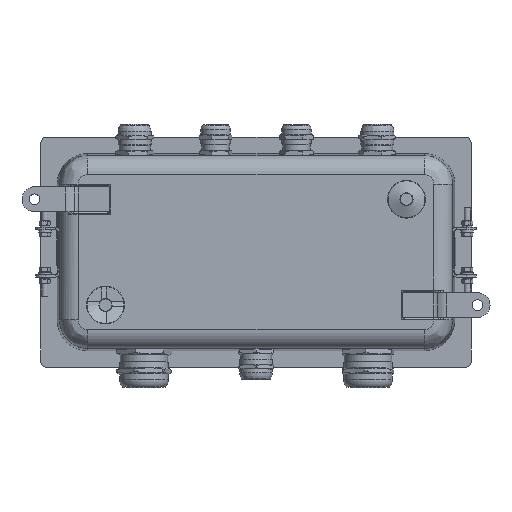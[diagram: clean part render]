
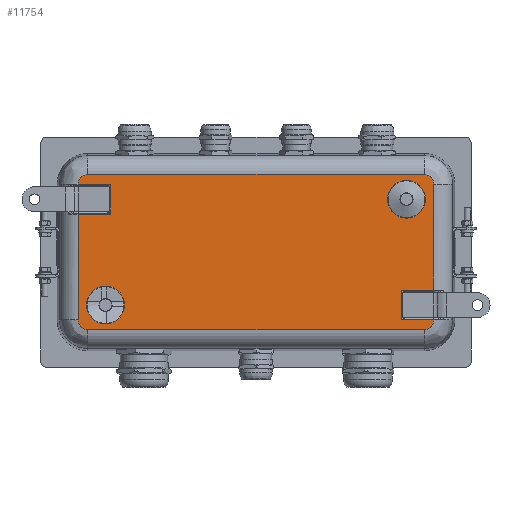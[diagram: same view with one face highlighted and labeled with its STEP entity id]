
A CAD part, front view. The second image highlights one B-rep face of the part: STEP entity #11754.
In plain terms, the highlighted planar face has unit normal (0, -1, 0).
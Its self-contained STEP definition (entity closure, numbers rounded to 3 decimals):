
#709=FACE_BOUND('',#3274,.T.);
#710=FACE_BOUND('',#3275,.T.);
#968=LINE('',#19034,#1637);
#969=LINE('',#19067,#1638);
#974=LINE('',#19093,#1643);
#978=LINE('',#19119,#1647);
#983=LINE('',#19229,#1652);
#985=LINE('',#19304,#1654);
#987=LINE('',#19345,#1656);
#992=LINE('',#19424,#1661);
#993=LINE('',#19428,#1662);
#996=LINE('',#19485,#1665);
#1637=VECTOR('',#14673,10.);
#1638=VECTOR('',#14690,10.);
#1643=VECTOR('',#14701,10.);
#1647=VECTOR('',#14717,10.);
#1652=VECTOR('',#14748,10.);
#1654=VECTOR('',#14768,10.);
#1656=VECTOR('',#14788,10.);
#1661=VECTOR('',#14825,10.);
#1662=VECTOR('',#14830,10.);
#1665=VECTOR('',#14875,10.);
#2542=FACE_OUTER_BOUND('',#3273,.T.);
#3273=EDGE_LOOP('',(#8418,#8419,#8420,#8421,#8422,#8423,#8424,#8425,#8426,
#8427,#8428,#8429,#8430,#8431));
#3274=EDGE_LOOP('',(#8432));
#3275=EDGE_LOOP('',(#8433));
#3992=CIRCLE('',#12673,7.896);
#3995=CIRCLE('',#12676,7.896);
#3999=CIRCLE('',#12681,7.896);
#4003=CIRCLE('',#12685,7.896);
#4043=CIRCLE('',#12759,15.194);
#4047=CIRCLE('',#12766,15.194);
#4749=VERTEX_POINT('',#19007);
#4752=VERTEX_POINT('',#19013);
#4753=VERTEX_POINT('',#19025);
#4754=VERTEX_POINT('',#19027);
#4755=VERTEX_POINT('',#19032);
#4757=VERTEX_POINT('',#19046);
#4758=VERTEX_POINT('',#19058);
#4761=VERTEX_POINT('',#19063);
#4767=VERTEX_POINT('',#19092);
#4773=VERTEX_POINT('',#19116);
#4783=VERTEX_POINT('',#19221);
#4785=VERTEX_POINT('',#19226);
#4790=VERTEX_POINT('',#19301);
#4804=VERTEX_POINT('',#19422);
#4811=VERTEX_POINT('',#19474);
#4814=VERTEX_POINT('',#19486);
#6008=EDGE_CURVE('',#4752,#4749,#3992,.T.);
#6011=EDGE_CURVE('',#4754,#4753,#3995,.T.);
#6014=EDGE_CURVE('',#4755,#4754,#968,.T.);
#6017=EDGE_CURVE('',#4757,#4755,#3999,.T.);
#6021=EDGE_CURVE('',#4761,#4758,#4003,.T.);
#6022=EDGE_CURVE('',#4749,#4761,#969,.T.);
#6030=EDGE_CURVE('',#4758,#4767,#974,.T.);
#6040=EDGE_CURVE('',#4773,#4767,#978,.T.);
#6059=EDGE_CURVE('',#4783,#4785,#983,.T.);
#6069=EDGE_CURVE('',#4790,#4757,#985,.T.);
#6078=EDGE_CURVE('',#4773,#4790,#987,.T.);
#6094=EDGE_CURVE('',#4785,#4804,#992,.T.);
#6096=EDGE_CURVE('',#4752,#4804,#993,.T.);
#6108=EDGE_CURVE('',#4811,#4811,#4043,.T.);
#6112=EDGE_CURVE('',#4753,#4783,#996,.T.);
#6113=EDGE_CURVE('',#4814,#4814,#4047,.T.);
#8418=ORIENTED_EDGE('',*,*,#6096,.T.);
#8419=ORIENTED_EDGE('',*,*,#6094,.F.);
#8420=ORIENTED_EDGE('',*,*,#6059,.F.);
#8421=ORIENTED_EDGE('',*,*,#6112,.F.);
#8422=ORIENTED_EDGE('',*,*,#6011,.F.);
#8423=ORIENTED_EDGE('',*,*,#6014,.F.);
#8424=ORIENTED_EDGE('',*,*,#6017,.F.);
#8425=ORIENTED_EDGE('',*,*,#6069,.F.);
#8426=ORIENTED_EDGE('',*,*,#6078,.F.);
#8427=ORIENTED_EDGE('',*,*,#6040,.T.);
#8428=ORIENTED_EDGE('',*,*,#6030,.F.);
#8429=ORIENTED_EDGE('',*,*,#6021,.F.);
#8430=ORIENTED_EDGE('',*,*,#6022,.F.);
#8431=ORIENTED_EDGE('',*,*,#6008,.F.);
#8432=ORIENTED_EDGE('',*,*,#6108,.F.);
#8433=ORIENTED_EDGE('',*,*,#6113,.F.);
#10553=PLANE('',#12765);
#11754=ADVANCED_FACE('',(#2542,#709,#710),#10553,.T.);
#12673=AXIS2_PLACEMENT_3D('',#19015,#14660,#14661);
#12676=AXIS2_PLACEMENT_3D('',#19029,#14666,#14667);
#12681=AXIS2_PLACEMENT_3D('',#19048,#14678,#14679);
#12685=AXIS2_PLACEMENT_3D('',#19065,#14686,#14687);
#12759=AXIS2_PLACEMENT_3D('',#19476,#14861,#14862);
#12765=AXIS2_PLACEMENT_3D('',#19484,#14873,#14874);
#12766=AXIS2_PLACEMENT_3D('',#19487,#14876,#14877);
#14660=DIRECTION('center_axis',(0.,1.,0.));
#14661=DIRECTION('ref_axis',(-0.707,0.,0.707));
#14666=DIRECTION('center_axis',(0.,1.,0.));
#14667=DIRECTION('ref_axis',(-0.707,0.,-0.707));
#14673=DIRECTION('',(-1.,0.,0.));
#14678=DIRECTION('center_axis',(0.,1.,0.));
#14679=DIRECTION('ref_axis',(0.707,0.,-0.707));
#14686=DIRECTION('center_axis',(0.,1.,0.));
#14687=DIRECTION('ref_axis',(0.707,0.,0.707));
#14690=DIRECTION('',(1.,0.,0.));
#14701=DIRECTION('',(0.,0.,-1.));
#14717=DIRECTION('',(1.,0.,0.));
#14748=DIRECTION('',(1.,0.,0.));
#14768=DIRECTION('',(1.,0.,0.));
#14788=DIRECTION('',(0.,0.,-1.));
#14825=DIRECTION('',(0.,0.,1.));
#14830=DIRECTION('',(1.,0.,0.));
#14861=DIRECTION('center_axis',(0.,-1.,0.));
#14862=DIRECTION('ref_axis',(-1.,0.,0.));
#14873=DIRECTION('center_axis',(0.,-1.,0.));
#14874=DIRECTION('ref_axis',(1.,0.,0.));
#14875=DIRECTION('',(0.,0.,1.));
#14876=DIRECTION('center_axis',(0.,-1.,0.));
#14877=DIRECTION('ref_axis',(-1.,0.,0.));
#19007=CARTESIAN_POINT('',(-135.,4.,62.396));
#19013=CARTESIAN_POINT('',(-142.896,4.,54.5));
#19015=CARTESIAN_POINT('Origin',(-135.,4.,54.5));
#19025=CARTESIAN_POINT('',(-142.896,4.,-54.5));
#19027=CARTESIAN_POINT('',(-135.,4.,-62.396));
#19029=CARTESIAN_POINT('Origin',(-135.,4.,-54.5));
#19032=CARTESIAN_POINT('',(135.,4.,-62.396));
#19034=CARTESIAN_POINT('',(67.5,4.,-62.396));
#19046=CARTESIAN_POINT('',(142.896,4.,-54.5));
#19048=CARTESIAN_POINT('Origin',(135.,4.,-54.5));
#19058=CARTESIAN_POINT('',(142.896,4.,54.5));
#19063=CARTESIAN_POINT('',(135.,4.,62.396));
#19065=CARTESIAN_POINT('Origin',(135.,4.,54.5));
#19067=CARTESIAN_POINT('',(-67.5,4.,62.396));
#19092=CARTESIAN_POINT('',(142.896,4.,-30.5));
#19093=CARTESIAN_POINT('',(142.896,4.,27.25));
#19116=CARTESIAN_POINT('',(116.896,4.,-30.5));
#19119=CARTESIAN_POINT('',(83.948,4.,-30.5));
#19221=CARTESIAN_POINT('',(-142.896,4.,30.5));
#19226=CARTESIAN_POINT('',(-116.896,4.,30.5));
#19229=CARTESIAN_POINT('',(-83.948,4.,30.5));
#19301=CARTESIAN_POINT('',(116.896,4.,-54.5));
#19304=CARTESIAN_POINT('',(58.948,4.,-54.5));
#19345=CARTESIAN_POINT('',(116.896,4.,-15.75));
#19422=CARTESIAN_POINT('',(-116.896,4.,54.5));
#19424=CARTESIAN_POINT('',(-116.896,4.,15.75));
#19428=CARTESIAN_POINT('',(-58.948,4.,54.5));
#19474=CARTESIAN_POINT('',(-105.701,4.,-42.5));
#19476=CARTESIAN_POINT('Origin',(-120.896,4.,-42.5));
#19484=CARTESIAN_POINT('Origin',(0.,4.,
0.));
#19485=CARTESIAN_POINT('',(-142.896,4.,-27.25));
#19486=CARTESIAN_POINT('',(136.09,4.,42.5));
#19487=CARTESIAN_POINT('Origin',(120.896,4.,42.5));
